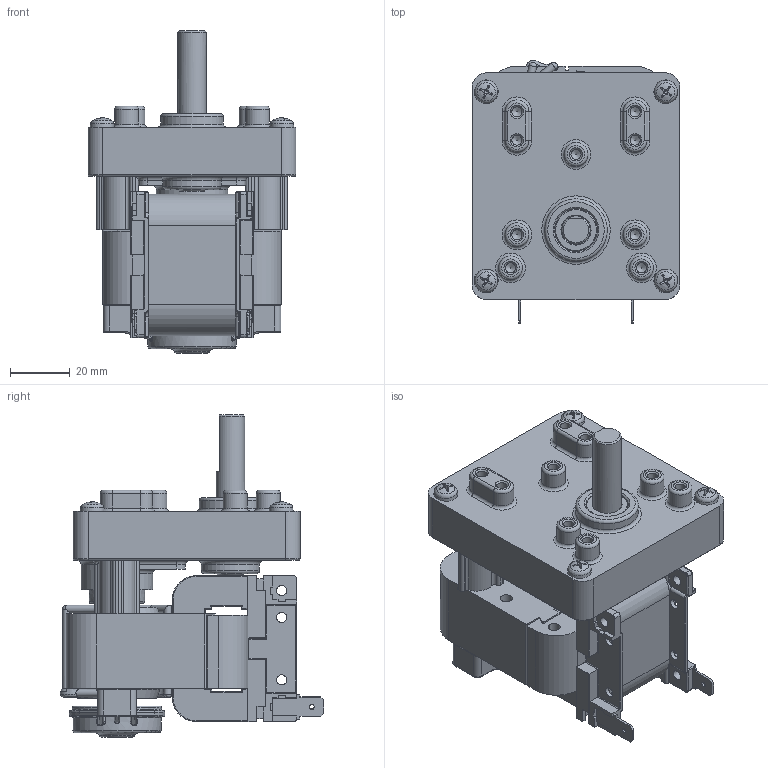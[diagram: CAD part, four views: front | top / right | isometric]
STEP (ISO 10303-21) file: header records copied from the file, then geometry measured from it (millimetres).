
FILE_DESCRIPTION((''),'2;1');
FILE_NAME('GEAR BOX SV-1 Series.stp','2015-01-27T14:51:01',('jh-hong'),(''),'Autodesk Inventor 2012','Autodesk Inventor 2012','');
FILE_SCHEMA(('AUTOMOTIVE_DESIGN { 1 0 10303 214 1 1 1 1 }'));
Length unit declared in the file: millimetre
Products named in the file (1): 부품4
Bounding box: 69.85 x 88.41 x 108.4 mm (x, y, z)
Volume: 188821.3 mm3; surface area: 80033.3 mm2
Topology: 9 solids, 9 shells, 1181 faces, 3058 edges, 1890 vertices
Faces by surface type: plane 476, cylinder 378, torus 134, cone 116, bspline 59, sphere 18
Full cylindrical faces by diameter (mm): 1.65 x2, 2.6 x14, 3.242 x2, 3.4 x17, 3.571 x4, 3.621 x2, 4 x14, 4.45 x1, 4.5 x2, 5 x2, 5.4 x4, 6 x1, 6.95 x4, 7 x4, 8 x7, 9 x2, 9.5 x3, 10 x1, 14.3 x1, 16.6 x1, 17.6 x1, 19.5 x1, 20.2 x1, 21 x1, 22 x1, 24 x1, 28.9 x1, 30 x1
Entity records: 38484 total; most frequent: CARTESIAN_POINT 10825, DIRECTION 5701, ORIENTED_EDGE 5546, EDGE_CURVE 2773, AXIS2_PLACEMENT_3D 2183, VERTEX_POINT 1819, EDGE_LOOP 1487, VECTOR 1335
